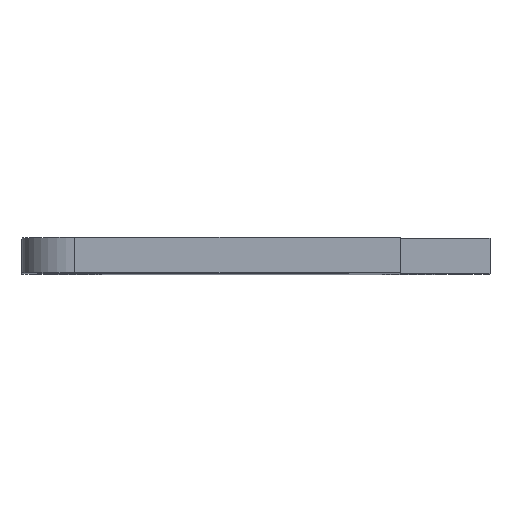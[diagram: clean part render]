
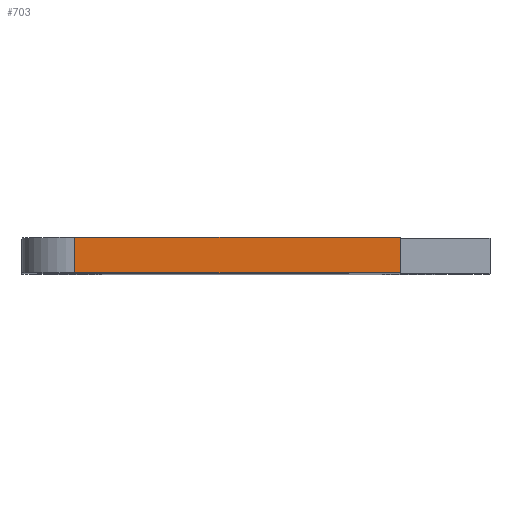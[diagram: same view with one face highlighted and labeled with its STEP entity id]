
A CAD part, top view. The second image highlights one B-rep face of the part: STEP entity #703.
In plain terms, the highlighted planar face has unit normal (0, 0, 1).
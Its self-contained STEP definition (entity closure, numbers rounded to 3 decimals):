
#3 = CARTESIAN_POINT ( 'NONE',  ( 18.5, 2., 57. ) ) ;
#30 = ORIENTED_EDGE ( 'NONE', *, *, #477, .F. ) ;
#50 = LINE ( 'NONE', #106, #619 ) ;
#88 = FACE_OUTER_BOUND ( 'NONE', #445, .T. ) ;
#89 = ORIENTED_EDGE ( 'NONE', *, *, #160, .F. ) ;
#95 = AXIS2_PLACEMENT_3D ( 'NONE', #850, #355, #652 ) ;
#106 = CARTESIAN_POINT ( 'NONE',  ( 0., 66.632, 57. ) ) ;
#160 = EDGE_CURVE ( 'NONE', #606, #739, #694, .T. ) ;
#196 = VECTOR ( 'NONE', #627, 1000. ) ;
#236 = EDGE_CURVE ( 'NONE', #788, #295, #769, .T. ) ;
#272 = CARTESIAN_POINT ( 'NONE',  ( 0., 2., 57. ) ) ;
#295 = VERTEX_POINT ( 'NONE', #842 ) ;
#338 = DIRECTION ( 'NONE',  ( 1., 0., 0. ) ) ;
#346 = CARTESIAN_POINT ( 'NONE',  ( 0., 0., 57. ) ) ;
#355 = DIRECTION ( 'NONE',  ( 0., 0., -1. ) ) ;
#396 = ORIENTED_EDGE ( 'NONE', *, *, #236, .T. ) ;
#403 = DIRECTION ( 'NONE',  ( 0., -1., 0. ) ) ;
#431 = ORIENTED_EDGE ( 'NONE', *, *, #481, .T. ) ;
#445 = EDGE_LOOP ( 'NONE', ( #30, #89, #431, #396 ) ) ;
#474 = DIRECTION ( 'NONE',  ( 0., -1., 0. ) ) ;
#477 = EDGE_CURVE ( 'NONE', #739, #295, #744, .T. ) ;
#481 = EDGE_CURVE ( 'NONE', #606, #788, #50, .T. ) ;
#502 = PLANE ( 'NONE',  #95 ) ;
#531 = VECTOR ( 'NONE', #474, 1000. ) ;
#550 = VECTOR ( 'NONE', #338, 1000. ) ;
#606 = VERTEX_POINT ( 'NONE', #881 ) ;
#619 = VECTOR ( 'NONE', #403, 1000. ) ;
#627 = DIRECTION ( 'NONE',  ( 1., 0., 0. ) ) ;
#652 = DIRECTION ( 'NONE',  ( -1., 0., 0. ) ) ;
#694 = LINE ( 'NONE', #272, #550 ) ;
#703 = ADVANCED_FACE ( 'NONE', ( #88 ), #502, .F. ) ;
#739 = VERTEX_POINT ( 'NONE', #3 ) ;
#744 = LINE ( 'NONE', #823, #531 ) ;
#769 = LINE ( 'NONE', #346, #196 ) ;
#788 = VERTEX_POINT ( 'NONE', #791 ) ;
#791 = CARTESIAN_POINT ( 'NONE',  ( 0., 0., 57. ) ) ;
#823 = CARTESIAN_POINT ( 'NONE',  ( 18.5, 66.632, 57. ) ) ;
#842 = CARTESIAN_POINT ( 'NONE',  ( 18.5, 0., 57. ) ) ;
#850 = CARTESIAN_POINT ( 'NONE',  ( 0., 66.632, 57. ) ) ;
#881 = CARTESIAN_POINT ( 'NONE',  ( 0., 2., 57. ) ) ;
